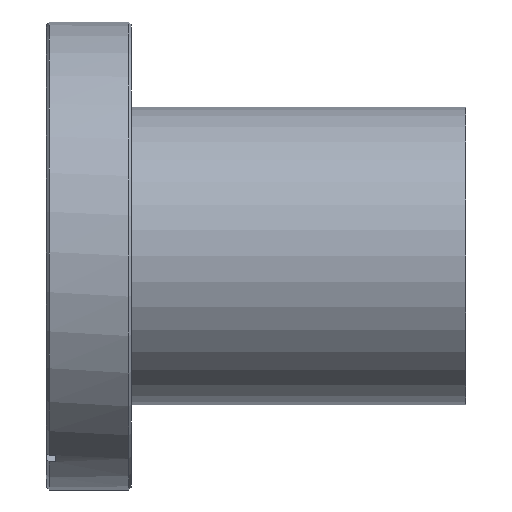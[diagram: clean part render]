
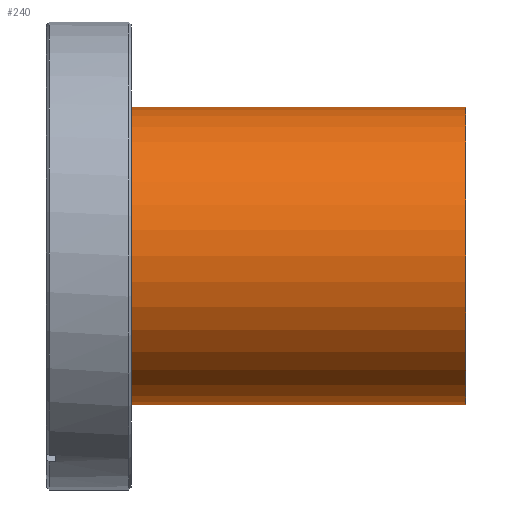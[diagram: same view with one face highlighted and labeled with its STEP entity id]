
A CAD part, left-side view. The second image highlights one B-rep face of the part: STEP entity #240.
In plain terms, the highlighted cylindrical face has radius 22.25 mm (diameter 44.5 mm), a partial arc.
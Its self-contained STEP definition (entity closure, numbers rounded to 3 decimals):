
#11 = CIRCLE ( 'NONE', #415, 22.25 ) ;
#44 = LINE ( 'NONE', #1362, #1055 ) ;
#221 = CARTESIAN_POINT ( 'NONE',  ( 0., 57.4, 22.25 ) ) ;
#227 = EDGE_CURVE ( 'NONE', #1190, #974, #1041, .T. ) ;
#240 = ADVANCED_FACE ( 'NONE', ( #1810 ), #2017, .T. ) ;
#301 = DIRECTION ( 'NONE',  ( 0., -1., 0. ) ) ;
#305 = VERTEX_POINT ( 'NONE', #519 ) ;
#415 = AXIS2_PLACEMENT_3D ( 'NONE', #1987, #992, #1495 ) ;
#423 = EDGE_CURVE ( 'NONE', #305, #1190, #1915, .T. ) ;
#458 = CARTESIAN_POINT ( 'NONE',  ( 0., 57.4, 0. ) ) ;
#519 = CARTESIAN_POINT ( 'NONE',  ( 0., 57.4, -22.25 ) ) ;
#653 = EDGE_LOOP ( 'NONE', ( #1902, #2054, #1874, #1497 ) ) ;
#655 = CARTESIAN_POINT ( 'NONE',  ( 0., 57.4, 22.25 ) ) ;
#710 = DIRECTION ( 'NONE',  ( 0., -1., 0. ) ) ;
#718 = VERTEX_POINT ( 'NONE', #1112 ) ;
#745 = DIRECTION ( 'NONE',  ( 0., 1., 0. ) ) ;
#872 = EDGE_CURVE ( 'NONE', #305, #718, #44, .T. ) ;
#942 = CARTESIAN_POINT ( 'NONE',  ( 0., 0., 22.25 ) ) ;
#974 = VERTEX_POINT ( 'NONE', #942 ) ;
#992 = DIRECTION ( 'NONE',  ( 0., 1., 0. ) ) ;
#1041 = LINE ( 'NONE', #221, #1305 ) ;
#1055 = VECTOR ( 'NONE', #1182, 1000. ) ;
#1112 = CARTESIAN_POINT ( 'NONE',  ( 0., 0., -22.25 ) ) ;
#1182 = DIRECTION ( 'NONE',  ( 0., -1., 0. ) ) ;
#1190 = VERTEX_POINT ( 'NONE', #655 ) ;
#1303 = AXIS2_PLACEMENT_3D ( 'NONE', #458, #301, #1538 ) ;
#1305 = VECTOR ( 'NONE', #710, 1000. ) ;
#1362 = CARTESIAN_POINT ( 'NONE',  ( 0., 57.4, -22.25 ) ) ;
#1495 = DIRECTION ( 'NONE',  ( 0., 0., 1. ) ) ;
#1497 = ORIENTED_EDGE ( 'NONE', *, *, #1783, .T. ) ;
#1538 = DIRECTION ( 'NONE',  ( 0., 0., -1. ) ) ;
#1617 = DIRECTION ( 'NONE',  ( 0., 0., 1. ) ) ;
#1783 = EDGE_CURVE ( 'NONE', #718, #974, #11, .T. ) ;
#1810 = FACE_OUTER_BOUND ( 'NONE', #653, .T. ) ;
#1874 = ORIENTED_EDGE ( 'NONE', *, *, #872, .T. ) ;
#1902 = ORIENTED_EDGE ( 'NONE', *, *, #227, .F. ) ;
#1915 = CIRCLE ( 'NONE', #1930, 22.25 ) ;
#1930 = AXIS2_PLACEMENT_3D ( 'NONE', #2013, #745, #1617 ) ;
#1987 = CARTESIAN_POINT ( 'NONE',  ( 0., 0., 0. ) ) ;
#2013 = CARTESIAN_POINT ( 'NONE',  ( 0., 57.4, 0. ) ) ;
#2017 = CYLINDRICAL_SURFACE ( 'NONE', #1303, 22.25 ) ;
#2054 = ORIENTED_EDGE ( 'NONE', *, *, #423, .F. ) ;
